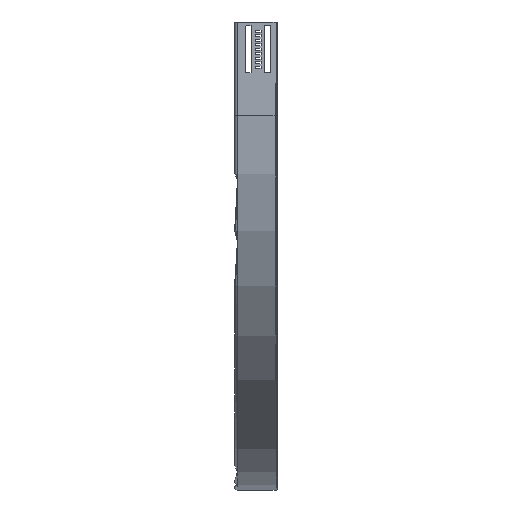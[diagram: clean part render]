
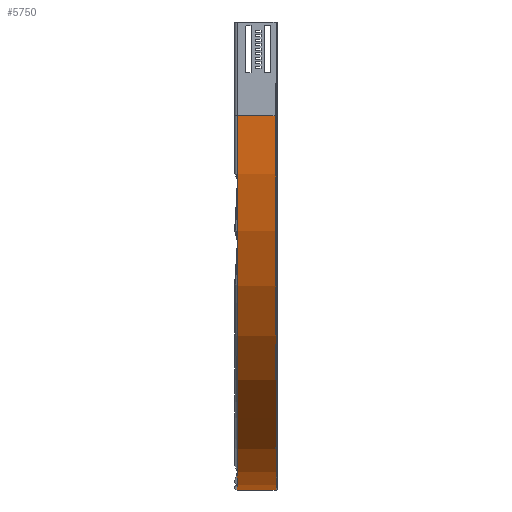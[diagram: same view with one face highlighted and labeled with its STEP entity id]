
A CAD part, left-side view. The second image highlights one B-rep face of the part: STEP entity #5750.
In plain terms, the highlighted cylindrical face has radius 500 mm (diameter 1000 mm), a partial arc.
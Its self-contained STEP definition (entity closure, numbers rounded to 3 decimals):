
#513 = DIRECTION ( 'NONE',  ( -1., 0., 0. ) ) ;
#1366 = ORIENTED_EDGE ( 'NONE', *, *, #14558, .T. ) ;
#1610 = DIRECTION ( 'NONE',  ( 0., 1., 0. ) ) ;
#2052 = VERTEX_POINT ( 'NONE', #19236 ) ;
#3567 = DIRECTION ( 'NONE',  ( 0., -1., 0. ) ) ;
#4559 = VERTEX_POINT ( 'NONE', #12492 ) ;
#4844 = DIRECTION ( 'NONE',  ( 0., 1., 0. ) ) ;
#5441 = ORIENTED_EDGE ( 'NONE', *, *, #20641, .T. ) ;
#5703 = CARTESIAN_POINT ( 'NONE',  ( 0., 53.25, -125. ) ) ;
#5750 = ADVANCED_FACE ( 'NONE', ( #23645 ), #19974, .T. ) ;
#5776 = CARTESIAN_POINT ( 'NONE',  ( 500., 0., -125. ) ) ;
#6293 = CIRCLE ( 'NONE', #10047, 500. ) ;
#7325 = EDGE_LOOP ( 'NONE', ( #1366, #23684, #12158, #5441 ) ) ;
#9766 = CARTESIAN_POINT ( 'NONE',  ( 500., 53.25, -625. ) ) ;
#9815 = LINE ( 'NONE', #17726, #10358 ) ;
#10047 = AXIS2_PLACEMENT_3D ( 'NONE', #10274, #12343, #513 ) ;
#10084 = DIRECTION ( 'NONE',  ( 0., 0., -1. ) ) ;
#10274 = CARTESIAN_POINT ( 'NONE',  ( 500., 53.25, -125. ) ) ;
#10358 = VECTOR ( 'NONE', #1610, 1000. ) ;
#10594 = DIRECTION ( 'NONE',  ( -1., 0., 0. ) ) ;
#10643 = VERTEX_POINT ( 'NONE', #9766 ) ;
#11093 = LINE ( 'NONE', #22714, #14191 ) ;
#12158 = ORIENTED_EDGE ( 'NONE', *, *, #20274, .F. ) ;
#12343 = DIRECTION ( 'NONE',  ( 0., -1., 0. ) ) ;
#12432 = CIRCLE ( 'NONE', #19101, 500. ) ;
#12492 = CARTESIAN_POINT ( 'NONE',  ( 500., 1.75, -625. ) ) ;
#12653 = AXIS2_PLACEMENT_3D ( 'NONE', #5776, #3567, #10084 ) ;
#14191 = VECTOR ( 'NONE', #4844, 1000. ) ;
#14558 = EDGE_CURVE ( 'NONE', #19860, #10643, #6293, .T. ) ;
#17726 = CARTESIAN_POINT ( 'NONE',  ( 0., 0., -125. ) ) ;
#19101 = AXIS2_PLACEMENT_3D ( 'NONE', #20251, #24302, #10594 ) ;
#19236 = CARTESIAN_POINT ( 'NONE',  ( 0., 1.75, -125. ) ) ;
#19860 = VERTEX_POINT ( 'NONE', #5703 ) ;
#19974 = CYLINDRICAL_SURFACE ( 'NONE', #12653, 500. ) ;
#20251 = CARTESIAN_POINT ( 'NONE',  ( 500., 1.75, -125. ) ) ;
#20274 = EDGE_CURVE ( 'NONE', #2052, #4559, #12432, .T. ) ;
#20641 = EDGE_CURVE ( 'NONE', #2052, #19860, #9815, .T. ) ;
#22714 = CARTESIAN_POINT ( 'NONE',  ( 500., 0., -625. ) ) ;
#23645 = FACE_OUTER_BOUND ( 'NONE', #7325, .T. ) ;
#23684 = ORIENTED_EDGE ( 'NONE', *, *, #24845, .F. ) ;
#24302 = DIRECTION ( 'NONE',  ( 0., -1., 0. ) ) ;
#24845 = EDGE_CURVE ( 'NONE', #4559, #10643, #11093, .T. ) ;
